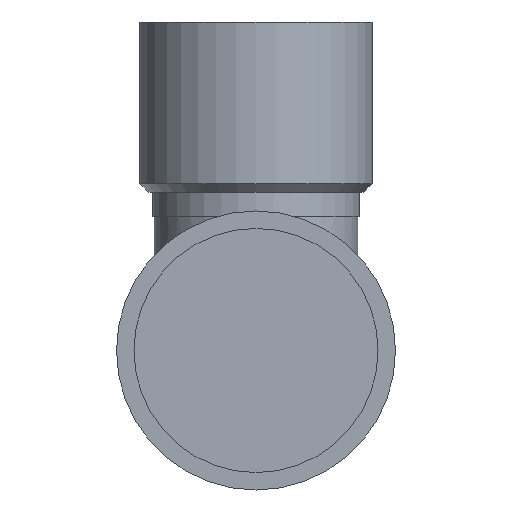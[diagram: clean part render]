
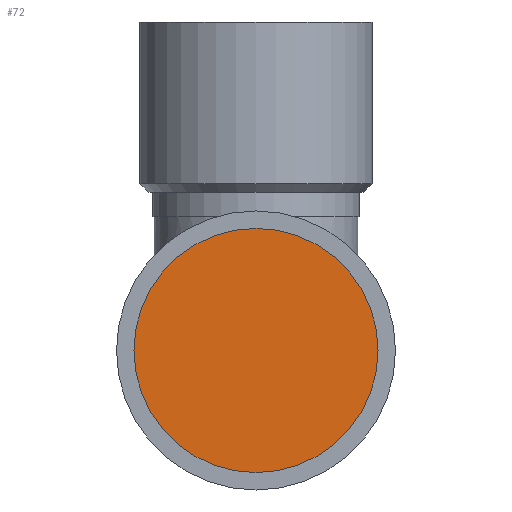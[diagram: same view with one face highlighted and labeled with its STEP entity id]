
A CAD part, front view. The second image highlights one B-rep face of the part: STEP entity #72.
In plain terms, the highlighted planar face has unit normal (0, -1, 0).
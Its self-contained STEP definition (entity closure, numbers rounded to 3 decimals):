
#72 = ADVANCED_FACE( '', ( #156 ), #157, .F. );
#156 = FACE_OUTER_BOUND( '', #241, .T. );
#157 = PLANE( '', #242 );
#241 = EDGE_LOOP( '', ( #348 ) );
#242 = AXIS2_PLACEMENT_3D( '', #349, #350, #351 );
#348 = ORIENTED_EDGE( '', *, *, #414, .F. );
#349 = CARTESIAN_POINT( '', ( 0., 30., 0. ) );
#350 = DIRECTION( '', ( 0., 1., 0. ) );
#351 = DIRECTION( '', ( 0., 0., 1. ) );
#414 = EDGE_CURVE( '', #470, #470, #471, .T. );
#470 = VERTEX_POINT( '', #649 );
#471 = CIRCLE( '', #650, 21. );
#649 = CARTESIAN_POINT( '', ( 21., 30., 0. ) );
#650 = AXIS2_PLACEMENT_3D( '', #706, #707, #708 );
#706 = CARTESIAN_POINT( '', ( 0., 30., 0. ) );
#707 = DIRECTION( '', ( 0., 1., 0. ) );
#708 = DIRECTION( '', ( 1., 0., 0. ) );
